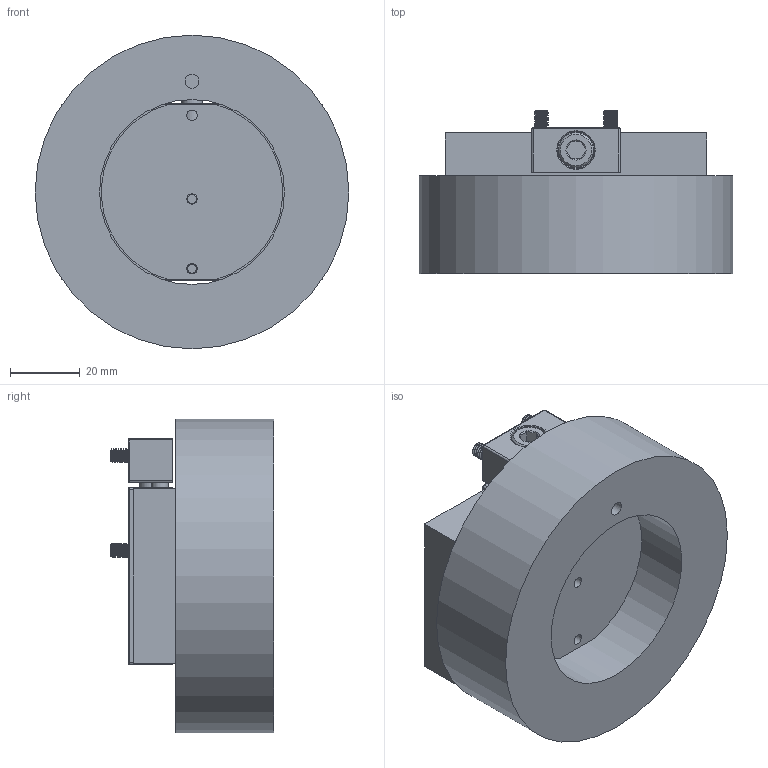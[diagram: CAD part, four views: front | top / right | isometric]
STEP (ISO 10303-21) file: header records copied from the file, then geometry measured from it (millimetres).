
FILE_DESCRIPTION(/* description */ (''),/* implementation_level */ '2;1');
FILE_NAME(/* name */ 'Pocket NC Vise.step',/* time_stamp */ '2022-04-18T10:03:31-06:00',/* author */ (''),/* organization */ (''),/* preprocessor_version */ 'ST-DEVELOPER v18.1',/* originating_system */ 'Autodesk Translation Framework v10.14.0.1471',/* authorisation */ '');
FILE_SCHEMA (('AUTOMOTIVE_DESIGN { 1 0 10303 214 3 1 1 }'));
Length unit declared in the file: inch
Products named in the file (11): Pocket NC Vise; Vise Adapter v14; Pocket NC Vise v3; Pocket NC Vise Rev D v1; Pocket NC Vise Rev D Moving Jaw v1; location pin; Gripper Setsrew ; M4 mounting bolt; M6 Tightening bolt; Guide rail; V2PocketNC kinematic Bdisc v4 v6
Assembly tree (14 placements, depth 3):
  Pocket NC Vise
    Vise Adapter v14
    Pocket NC Vise v3
      Pocket NC Vise Rev D v1
      Pocket NC Vise Rev D Moving Jaw v1
      location pin
      Gripper Setsrew   x4
      M4 mounting bolt
      M6 Tightening bolt
      Guide rail  x2
    V2PocketNC kinematic Bdisc v4 v6
Bounding box: 89.94 x 46.8 x 89.94 mm (x, y, z)
Volume: 189541.8 mm3; surface area: 49008.8 mm2
Topology: 13 solids, 13 shells, 491 faces, 1190 edges, 742 vertices
Faces by surface type: cylinder 244, plane 134, cone 72, bspline 32, torus 9
Full cylindrical faces by diameter (mm): 3 x3, 3.091 x13, 3.175 x14, 3.3 x22, 4 x77, 4.5 x1, 4.701 x23, 4.762 x2, 4.763 x4, 5 x1, 6 x24, 6.6 x1, 7 x1, 7.5 x1, 10 x1, 10.5 x1, 53 x1, 89.937 x1
Entity records: 22236 total; most frequent: CARTESIAN_POINT 13728, ORIENTED_EDGE 1726, DIRECTION 1623, EDGE_CURVE 863, AXIS2_PLACEMENT_3D 645, VERTEX_POINT 548, EDGE_LOOP 447, FACE_OUTER_BOUND 360
